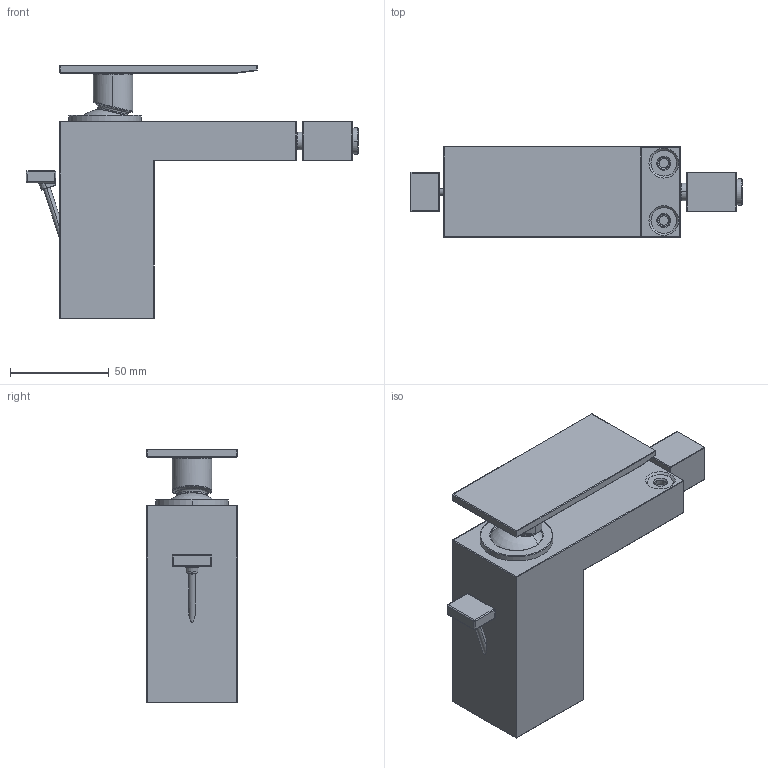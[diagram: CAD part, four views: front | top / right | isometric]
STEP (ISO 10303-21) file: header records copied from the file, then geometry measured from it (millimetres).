
FILE_DESCRIPTION(/* description */ ('AP214 STEP file'),/* implementation_level */ '2;1');
FILE_NAME(/* name */ '1047800000_x_t_out.stp',/* time_stamp */ '2025-08-02T11:40:31+02:00',/* author */ (''),/* organization */ (''),/* preprocessor_version */ 'ST-DEVELOPER v18.1',/* originating_system */ 'Elysium Co. Ltd. STEP Translator v8.3.0.0',/* authorisation */ '');
FILE_SCHEMA (('AUTOMOTIVE_DESIGN { 1 0 10303 214 3 1 1 }'));
Products named in the file (3): extract; extract.1; 1047800000_x_t
Assembly tree (2 placements, depth 2):
  1047800000_x_t
    extract
    extract.1
Bounding box: 168.02 x 46 x 128.44 mm (x, y, z)
Volume: 283959.4 mm3; surface area: 65540.4 mm2
Topology: 2 solids, 2 shells, 3107 faces, 8570 edges, 5478 vertices
Faces by surface type: plane 1889, cylinder 509, bspline 485, torus 103, cone 56, sphere 48, extrusion 17
Entity records: 100162 total; most frequent: CARTESIAN_POINT 29334, ORIENTED_EDGE 17120, EDGE_CURVE 8560, STYLED_ITEM 6223, VECTOR 5576, LINE 5559, VERTEX_POINT 5478, AXIS2_PLACEMENT_3D 3560
